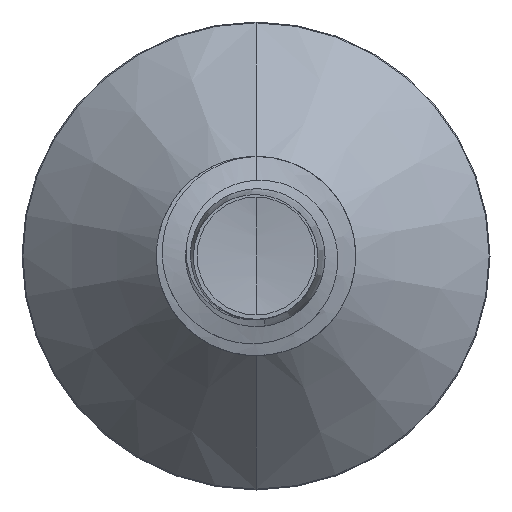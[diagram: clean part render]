
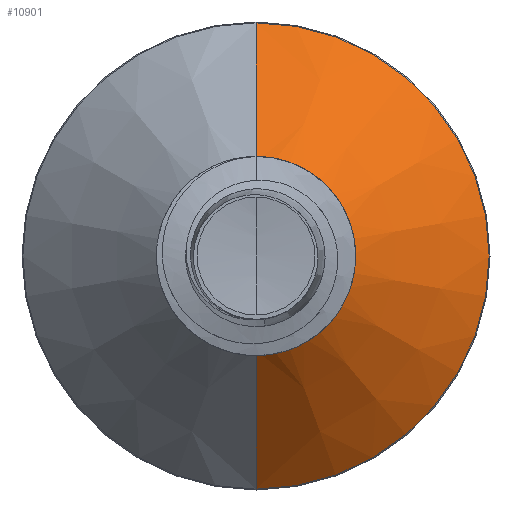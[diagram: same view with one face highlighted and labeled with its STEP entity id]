
A CAD part, front view. The second image highlights one B-rep face of the part: STEP entity #10901.
In plain terms, the highlighted conical face has half-angle 45 degrees and reference radius 0.476 mm.
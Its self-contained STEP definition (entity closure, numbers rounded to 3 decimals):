
#359 = AXIS2_PLACEMENT_3D ( 'NONE', #10893, #4605, #11926 ) ;
#475 = VECTOR ( 'NONE', #13415, 1000. ) ;
#722 = VECTOR ( 'NONE', #10600, 1000. ) ;
#815 = LINE ( 'NONE', #3178, #722 ) ;
#1239 = ORIENTED_EDGE ( 'NONE', *, *, #13073, .T. ) ;
#1424 = AXIS2_PLACEMENT_3D ( 'NONE', #4381, #5472, #11711 ) ;
#2128 = CONICAL_SURFACE ( 'NONE', #1424, 0.476, 0.785 ) ;
#2399 = FACE_OUTER_BOUND ( 'NONE', #2614, .T. ) ;
#2614 = EDGE_LOOP ( 'NONE', ( #7944, #1239, #10004, #10961 ) ) ;
#3178 = CARTESIAN_POINT ( 'NONE',  ( 0., 2.101, -0.476 ) ) ;
#3311 = AXIS2_PLACEMENT_3D ( 'NONE', #12716, #6564, #13707 ) ;
#3495 = VERTEX_POINT ( 'NONE', #7798 ) ;
#4381 = CARTESIAN_POINT ( 'NONE',  ( 0., 2.101, 0. ) ) ;
#4605 = DIRECTION ( 'NONE',  ( 0., 1., 0. ) ) ;
#5472 = DIRECTION ( 'NONE',  ( 0., 1., 0. ) ) ;
#5981 = VERTEX_POINT ( 'NONE', #9930 ) ;
#6253 = CARTESIAN_POINT ( 'NONE',  ( 0., 2.101, 0.476 ) ) ;
#6564 = DIRECTION ( 'NONE',  ( 0., 1., 0. ) ) ;
#7028 = CARTESIAN_POINT ( 'NONE',  ( 0., 2.101, 0.476 ) ) ;
#7208 = CIRCLE ( 'NONE', #3311, 1.171 ) ;
#7798 = CARTESIAN_POINT ( 'NONE',  ( 0., 2.101, -0.476 ) ) ;
#7915 = EDGE_CURVE ( 'NONE', #5981, #13197, #7208, .T. ) ;
#7944 = ORIENTED_EDGE ( 'NONE', *, *, #10487, .T. ) ;
#8545 = LINE ( 'NONE', #6253, #475 ) ;
#9930 = CARTESIAN_POINT ( 'NONE',  ( 0., 2.796, 1.171 ) ) ;
#10004 = ORIENTED_EDGE ( 'NONE', *, *, #7915, .F. ) ;
#10487 = EDGE_CURVE ( 'NONE', #13205, #3495, #12017, .T. ) ;
#10600 = DIRECTION ( 'NONE',  ( 0., 0.707, -0.707 ) ) ;
#10893 = CARTESIAN_POINT ( 'NONE',  ( 0., 2.101, 0. ) ) ;
#10901 = ADVANCED_FACE ( 'NONE', ( #2399 ), #2128, .T. ) ;
#10961 = ORIENTED_EDGE ( 'NONE', *, *, #12938, .F. ) ;
#11711 = DIRECTION ( 'NONE',  ( 0., 0., 1. ) ) ;
#11926 = DIRECTION ( 'NONE',  ( 0., 0., 1. ) ) ;
#12017 = CIRCLE ( 'NONE', #359, 0.476 ) ;
#12716 = CARTESIAN_POINT ( 'NONE',  ( 0., 2.796, 0. ) ) ;
#12938 = EDGE_CURVE ( 'NONE', #13205, #5981, #8545, .T. ) ;
#13073 = EDGE_CURVE ( 'NONE', #3495, #13197, #815, .T. ) ;
#13164 = CARTESIAN_POINT ( 'NONE',  ( 0., 2.796, -1.171 ) ) ;
#13197 = VERTEX_POINT ( 'NONE', #13164 ) ;
#13205 = VERTEX_POINT ( 'NONE', #7028 ) ;
#13415 = DIRECTION ( 'NONE',  ( 0., 0.707, 0.707 ) ) ;
#13707 = DIRECTION ( 'NONE',  ( 0., 0., 1. ) ) ;
